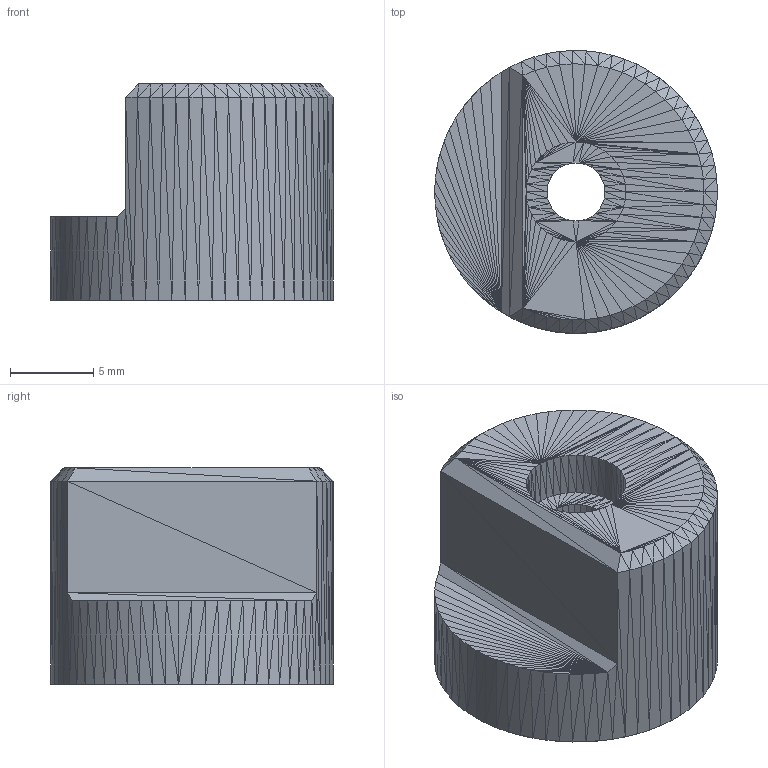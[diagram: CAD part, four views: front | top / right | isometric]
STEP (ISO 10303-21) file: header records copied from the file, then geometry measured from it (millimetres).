
FILE_DESCRIPTION((''),'2;1');
FILE_NAME('Base Shaft', '2026-01-31T14:29:28', (''), (''), 'ImageToStl.com STEP Converter','', '');
FILE_SCHEMA(('AUTOMOTIVE_DESIGN_CC2'));
Length unit declared in the file: metre
Products named in the file (1): product0
Bounding box: 17 x 17 x 13 mm (x, y, z)
Surface area: 1262.9 mm2 (no closed solid volume)
Topology: 0 solids, 786 shells, 786 faces, 2358 edges, 393 vertices
Faces by surface type: plane 786
Entity records: 18106 total; most frequent: DIRECTION 3932, ORIENTED_EDGE 2358, EDGE_CURVE 2358, LINE 2358, VECTOR 2358, AXIS2_PLACEMENT_3D 787, FACE_SURFACE 786, PLANE 786
